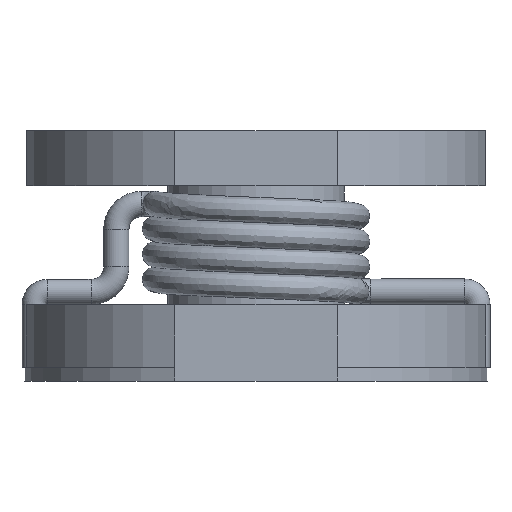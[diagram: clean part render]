
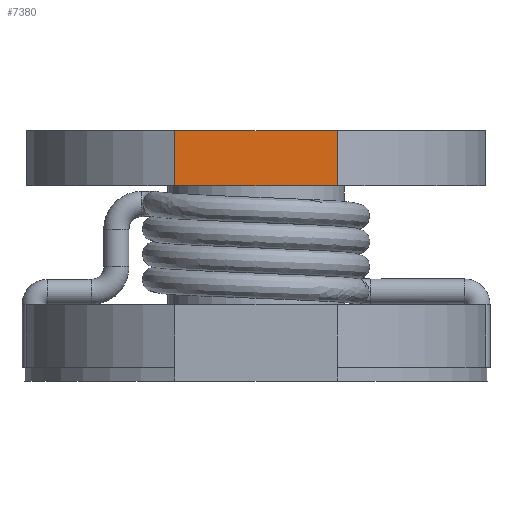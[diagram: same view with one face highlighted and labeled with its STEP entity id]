
A CAD part, front view. The second image highlights one B-rep face of the part: STEP entity #7380.
In plain terms, the highlighted planar face has unit normal (0, -1, 0).
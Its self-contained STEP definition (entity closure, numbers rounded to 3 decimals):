
#657 = PLANE('',#658);
#658 = AXIS2_PLACEMENT_3D('',#659,#660,#661);
#659 = CARTESIAN_POINT('',(-0.26,0.,5.4));
#660 = DIRECTION('',(0.,0.,-1.));
#661 = DIRECTION('',(-1.,0.,0.));
#6391 = PLANE('',#6392);
#6392 = AXIS2_PLACEMENT_3D('',#6393,#6394,#6395);
#6393 = CARTESIAN_POINT('',(-0.26,0.,4.21));
#6394 = DIRECTION('',(0.,0.,-1.));
#6395 = DIRECTION('',(-1.,0.,0.));
#6922 = CYLINDRICAL_SURFACE('',#6923,4.74);
#6923 = AXIS2_PLACEMENT_3D('',#6924,#6925,#6926);
#6924 = CARTESIAN_POINT('',(-0.26,0.,5.4));
#6925 = DIRECTION('',(0.,0.,1.));
#6926 = DIRECTION('',(-1.,0.,0.));
#7161 = CYLINDRICAL_SURFACE('',#7162,4.74);
#7162 = AXIS2_PLACEMENT_3D('',#7163,#7164,#7165);
#7163 = CARTESIAN_POINT('',(0.26,0.,5.4));
#7164 = DIRECTION('',(0.,0.,1.));
#7165 = DIRECTION('',(-1.,0.,0.));
#7380 = ADVANCED_FACE('',(#7381),#7395,.T.);
#7381 = FACE_BOUND('',#7382,.T.);
#7382 = EDGE_LOOP('',(#7383,#7413,#7458,#7481));
#7383 = ORIENTED_EDGE('',*,*,#7384,.F.);
#7384 = EDGE_CURVE('',#7385,#7387,#7389,.T.);
#7385 = VERTEX_POINT('',#7386);
#7386 = CARTESIAN_POINT('',(1.75,-4.5,4.21));
#7387 = VERTEX_POINT('',#7388);
#7388 = CARTESIAN_POINT('',(-1.75,-4.5,4.21));
#7389 = SURFACE_CURVE('',#7390,(#7394,#7406),.PCURVE_S1.);
#7390 = LINE('',#7391,#7392);
#7391 = CARTESIAN_POINT('',(1.75,-4.5,4.21));
#7392 = VECTOR('',#7393,1.);
#7393 = DIRECTION('',(-1.,0.,0.));
#7394 = PCURVE('',#7395,#7400);
#7395 = PLANE('',#7396);
#7396 = AXIS2_PLACEMENT_3D('',#7397,#7398,#7399);
#7397 = CARTESIAN_POINT('',(1.75,-4.5,5.4));
#7398 = DIRECTION('',(0.,-1.,0.));
#7399 = DIRECTION('',(1.,0.,0.));
#7400 = DEFINITIONAL_REPRESENTATION('',(#7401),#7405);
#7401 = LINE('',#7402,#7403);
#7402 = CARTESIAN_POINT('',(0.,-1.19));
#7403 = VECTOR('',#7404,1.);
#7404 = DIRECTION('',(-1.,0.));
#7405 = ( GEOMETRIC_REPRESENTATION_CONTEXT(2) 
PARAMETRIC_REPRESENTATION_CONTEXT() REPRESENTATION_CONTEXT('2D SPACE',''
  ) );
#7406 = PCURVE('',#6391,#7407);
#7407 = DEFINITIONAL_REPRESENTATION('',(#7408),#7412);
#7408 = LINE('',#7409,#7410);
#7409 = CARTESIAN_POINT('',(-2.01,-4.5));
#7410 = VECTOR('',#7411,1.);
#7411 = DIRECTION('',(1.,0.));
#7412 = ( GEOMETRIC_REPRESENTATION_CONTEXT(2) 
PARAMETRIC_REPRESENTATION_CONTEXT() REPRESENTATION_CONTEXT('2D SPACE',''
  ) );
#7413 = ORIENTED_EDGE('',*,*,#7414,.F.);
#7414 = EDGE_CURVE('',#7415,#7385,#7417,.T.);
#7415 = VERTEX_POINT('',#7416);
#7416 = CARTESIAN_POINT('',(1.75,-4.5,5.4));
#7417 = SURFACE_CURVE('',#7418,(#7422,#7429),.PCURVE_S1.);
#7418 = LINE('',#7419,#7420);
#7419 = CARTESIAN_POINT('',(1.75,-4.5,5.4));
#7420 = VECTOR('',#7421,1.);
#7421 = DIRECTION('',(0.,0.,-1.));
#7422 = PCURVE('',#7395,#7423);
#7423 = DEFINITIONAL_REPRESENTATION('',(#7424),#7428);
#7424 = LINE('',#7425,#7426);
#7425 = CARTESIAN_POINT('',(0.,0.));
#7426 = VECTOR('',#7427,1.);
#7427 = DIRECTION('',(0.,-1.));
#7428 = ( GEOMETRIC_REPRESENTATION_CONTEXT(2) 
PARAMETRIC_REPRESENTATION_CONTEXT() REPRESENTATION_CONTEXT('2D SPACE',''
  ) );
#7429 = PCURVE('',#7161,#7430);
#7430 = DEFINITIONAL_REPRESENTATION('',(#7431),#7457);
#7431 = B_SPLINE_CURVE_WITH_KNOTS('',3,(#7432,#7433,#7434,#7435,#7436,
    #7437,#7438,#7439,#7440,#7441,#7442,#7443,#7444,#7445,#7446,#7447,
    #7448,#7449,#7450,#7451,#7452,#7453,#7454,#7455,#7456),
  .UNSPECIFIED.,.F.,.F.,(4,1,1,1,1,1,1,1,1,1,1,1,1,1,1,1,1,1,1,1,1,1,4),
  (0.,0.054,0.108,0.162,
    0.216,0.27,0.325,0.379,
    0.433,0.487,0.541,0.595,0.649,
    0.703,0.757,0.811,0.865,
    0.92,0.974,1.028,1.082,
    1.136,1.19),.QUASI_UNIFORM_KNOTS.);
#7432 = CARTESIAN_POINT('',(1.891,0.));
#7433 = CARTESIAN_POINT('',(1.891,-0.018));
#7434 = CARTESIAN_POINT('',(1.891,-0.054));
#7435 = CARTESIAN_POINT('',(1.891,-0.108));
#7436 = CARTESIAN_POINT('',(1.891,-0.162));
#7437 = CARTESIAN_POINT('',(1.891,-0.216));
#7438 = CARTESIAN_POINT('',(1.891,-0.27));
#7439 = CARTESIAN_POINT('',(1.891,-0.325));
#7440 = CARTESIAN_POINT('',(1.891,-0.379));
#7441 = CARTESIAN_POINT('',(1.891,-0.433));
#7442 = CARTESIAN_POINT('',(1.891,-0.487));
#7443 = CARTESIAN_POINT('',(1.891,-0.541));
#7444 = CARTESIAN_POINT('',(1.891,-0.595));
#7445 = CARTESIAN_POINT('',(1.891,-0.649));
#7446 = CARTESIAN_POINT('',(1.891,-0.703));
#7447 = CARTESIAN_POINT('',(1.891,-0.757));
#7448 = CARTESIAN_POINT('',(1.891,-0.811));
#7449 = CARTESIAN_POINT('',(1.891,-0.865));
#7450 = CARTESIAN_POINT('',(1.891,-0.92));
#7451 = CARTESIAN_POINT('',(1.891,-0.974));
#7452 = CARTESIAN_POINT('',(1.891,-1.028));
#7453 = CARTESIAN_POINT('',(1.891,-1.082));
#7454 = CARTESIAN_POINT('',(1.891,-1.136));
#7455 = CARTESIAN_POINT('',(1.891,-1.172));
#7456 = CARTESIAN_POINT('',(1.891,-1.19));
#7457 = ( GEOMETRIC_REPRESENTATION_CONTEXT(2) 
PARAMETRIC_REPRESENTATION_CONTEXT() REPRESENTATION_CONTEXT('2D SPACE',''
  ) );
#7458 = ORIENTED_EDGE('',*,*,#7459,.T.);
#7459 = EDGE_CURVE('',#7415,#7460,#7462,.T.);
#7460 = VERTEX_POINT('',#7461);
#7461 = CARTESIAN_POINT('',(-1.75,-4.5,5.4));
#7462 = SURFACE_CURVE('',#7463,(#7467,#7474),.PCURVE_S1.);
#7463 = LINE('',#7464,#7465);
#7464 = CARTESIAN_POINT('',(1.75,-4.5,5.4));
#7465 = VECTOR('',#7466,1.);
#7466 = DIRECTION('',(-1.,0.,0.));
#7467 = PCURVE('',#7395,#7468);
#7468 = DEFINITIONAL_REPRESENTATION('',(#7469),#7473);
#7469 = LINE('',#7470,#7471);
#7470 = CARTESIAN_POINT('',(0.,0.));
#7471 = VECTOR('',#7472,1.);
#7472 = DIRECTION('',(-1.,0.));
#7473 = ( GEOMETRIC_REPRESENTATION_CONTEXT(2) 
PARAMETRIC_REPRESENTATION_CONTEXT() REPRESENTATION_CONTEXT('2D SPACE',''
  ) );
#7474 = PCURVE('',#657,#7475);
#7475 = DEFINITIONAL_REPRESENTATION('',(#7476),#7480);
#7476 = LINE('',#7477,#7478);
#7477 = CARTESIAN_POINT('',(-2.01,-4.5));
#7478 = VECTOR('',#7479,1.);
#7479 = DIRECTION('',(1.,0.));
#7480 = ( GEOMETRIC_REPRESENTATION_CONTEXT(2) 
PARAMETRIC_REPRESENTATION_CONTEXT() REPRESENTATION_CONTEXT('2D SPACE',''
  ) );
#7481 = ORIENTED_EDGE('',*,*,#7482,.T.);
#7482 = EDGE_CURVE('',#7460,#7387,#7483,.T.);
#7483 = SURFACE_CURVE('',#7484,(#7488,#7495),.PCURVE_S1.);
#7484 = LINE('',#7485,#7486);
#7485 = CARTESIAN_POINT('',(-1.75,-4.5,5.4));
#7486 = VECTOR('',#7487,1.);
#7487 = DIRECTION('',(0.,0.,-1.));
#7488 = PCURVE('',#7395,#7489);
#7489 = DEFINITIONAL_REPRESENTATION('',(#7490),#7494);
#7490 = LINE('',#7491,#7492);
#7491 = CARTESIAN_POINT('',(-3.5,0.));
#7492 = VECTOR('',#7493,1.);
#7493 = DIRECTION('',(0.,-1.));
#7494 = ( GEOMETRIC_REPRESENTATION_CONTEXT(2) 
PARAMETRIC_REPRESENTATION_CONTEXT() REPRESENTATION_CONTEXT('2D SPACE',''
  ) );
#7495 = PCURVE('',#6922,#7496);
#7496 = DEFINITIONAL_REPRESENTATION('',(#7497),#7523);
#7497 = B_SPLINE_CURVE_WITH_KNOTS('',3,(#7498,#7499,#7500,#7501,#7502,
    #7503,#7504,#7505,#7506,#7507,#7508,#7509,#7510,#7511,#7512,#7513,
    #7514,#7515,#7516,#7517,#7518,#7519,#7520,#7521,#7522),
  .UNSPECIFIED.,.F.,.F.,(4,1,1,1,1,1,1,1,1,1,1,1,1,1,1,1,1,1,1,1,1,1,4),
  (0.,0.054,0.108,0.162,
    0.216,0.27,0.325,0.379,
    0.433,0.487,0.541,0.595,0.649,
    0.703,0.757,0.811,0.865,
    0.92,0.974,1.028,1.082,
    1.136,1.19),.QUASI_UNIFORM_KNOTS.);
#7498 = CARTESIAN_POINT('',(1.251,0.));
#7499 = CARTESIAN_POINT('',(1.251,-0.018));
#7500 = CARTESIAN_POINT('',(1.251,-0.054));
#7501 = CARTESIAN_POINT('',(1.251,-0.108));
#7502 = CARTESIAN_POINT('',(1.251,-0.162));
#7503 = CARTESIAN_POINT('',(1.251,-0.216));
#7504 = CARTESIAN_POINT('',(1.251,-0.27));
#7505 = CARTESIAN_POINT('',(1.251,-0.325));
#7506 = CARTESIAN_POINT('',(1.251,-0.379));
#7507 = CARTESIAN_POINT('',(1.251,-0.433));
#7508 = CARTESIAN_POINT('',(1.251,-0.487));
#7509 = CARTESIAN_POINT('',(1.251,-0.541));
#7510 = CARTESIAN_POINT('',(1.251,-0.595));
#7511 = CARTESIAN_POINT('',(1.251,-0.649));
#7512 = CARTESIAN_POINT('',(1.251,-0.703));
#7513 = CARTESIAN_POINT('',(1.251,-0.757));
#7514 = CARTESIAN_POINT('',(1.251,-0.811));
#7515 = CARTESIAN_POINT('',(1.251,-0.865));
#7516 = CARTESIAN_POINT('',(1.251,-0.92));
#7517 = CARTESIAN_POINT('',(1.251,-0.974));
#7518 = CARTESIAN_POINT('',(1.251,-1.028));
#7519 = CARTESIAN_POINT('',(1.251,-1.082));
#7520 = CARTESIAN_POINT('',(1.251,-1.136));
#7521 = CARTESIAN_POINT('',(1.251,-1.172));
#7522 = CARTESIAN_POINT('',(1.251,-1.19));
#7523 = ( GEOMETRIC_REPRESENTATION_CONTEXT(2) 
PARAMETRIC_REPRESENTATION_CONTEXT() REPRESENTATION_CONTEXT('2D SPACE',''
  ) );
